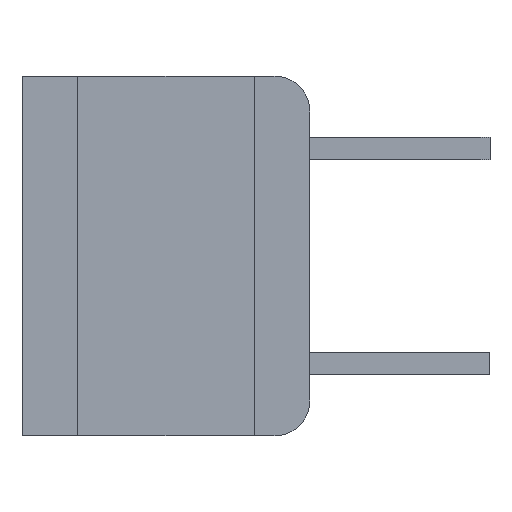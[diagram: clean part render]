
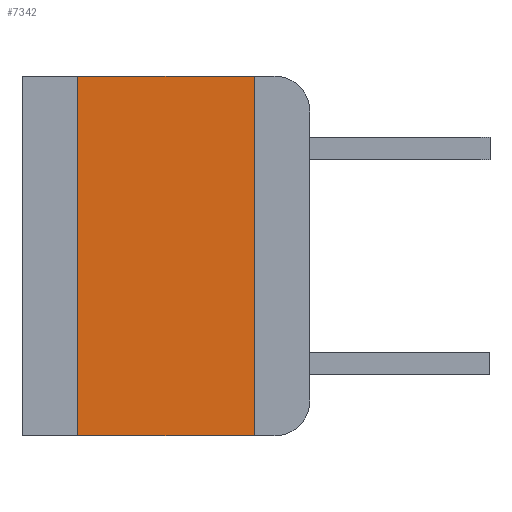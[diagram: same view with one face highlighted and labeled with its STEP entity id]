
A CAD part, front view. The second image highlights one B-rep face of the part: STEP entity #7342.
In plain terms, the highlighted planar face has unit normal (0, -1, 0).
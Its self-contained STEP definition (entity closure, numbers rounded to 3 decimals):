
#7276=CARTESIAN_POINT('',(-1.55,-45.4,-1.));
#7277=VERTEX_POINT('',#7276);
#7285=CARTESIAN_POINT('',(-1.55,-45.4,9.));
#7286=VERTEX_POINT('',#7285);
#7293=CARTESIAN_POINT('',(-1.55,-45.4,9.));
#7294=DIRECTION('',(0.0,0.0,-1.0));
#7295=VECTOR('',#7294,10.0);
#7296=LINE('',#7293,#7295);
#7297=EDGE_CURVE('',#7286,#7277,#7296,.T.);
#7312=CARTESIAN_POINT('',(-1.305,-45.4,-1.5));
#7313=DIRECTION('',(0.0,-1.0,0.0));
#7314=DIRECTION('',(1.0,0.0,0.0));
#7315=AXIS2_PLACEMENT_3D('',#7312,#7313,#7314);
#7316=PLANE('',#7315);
#7317=CARTESIAN_POINT('',(-6.45,-45.4,-1.));
#7318=VERTEX_POINT('',#7317);
#7319=CARTESIAN_POINT('',(-1.55,-45.4,-1.));
#7320=DIRECTION('',(-1.0,0.0,0.0));
#7321=VECTOR('',#7320,4.9);
#7322=LINE('',#7319,#7321);
#7323=EDGE_CURVE('',#7277,#7318,#7322,.T.);
#7324=ORIENTED_EDGE('',*,*,#7323,.F.);
#7325=ORIENTED_EDGE('',*,*,#7297,.F.);
#7326=CARTESIAN_POINT('',(-6.45,-45.4,9.));
#7327=VERTEX_POINT('',#7326);
#7328=CARTESIAN_POINT('',(-6.45,-45.4,9.));
#7329=DIRECTION('',(1.0,0.0,0.0));
#7330=VECTOR('',#7329,4.9);
#7331=LINE('',#7328,#7330);
#7332=EDGE_CURVE('',#7327,#7286,#7331,.T.);
#7333=ORIENTED_EDGE('',*,*,#7332,.F.);
#7334=CARTESIAN_POINT('',(-6.45,-45.4,9.));
#7335=DIRECTION('',(0.0,0.0,-1.0));
#7336=VECTOR('',#7335,10.0);
#7337=LINE('',#7334,#7336);
#7338=EDGE_CURVE('',#7327,#7318,#7337,.T.);
#7339=ORIENTED_EDGE('',*,*,#7338,.T.);
#7340=EDGE_LOOP('',(#7324,#7325,#7333,#7339));
#7341=FACE_OUTER_BOUND('',#7340,.T.);
#7342=ADVANCED_FACE('',(#7341),#7316,.T.);
